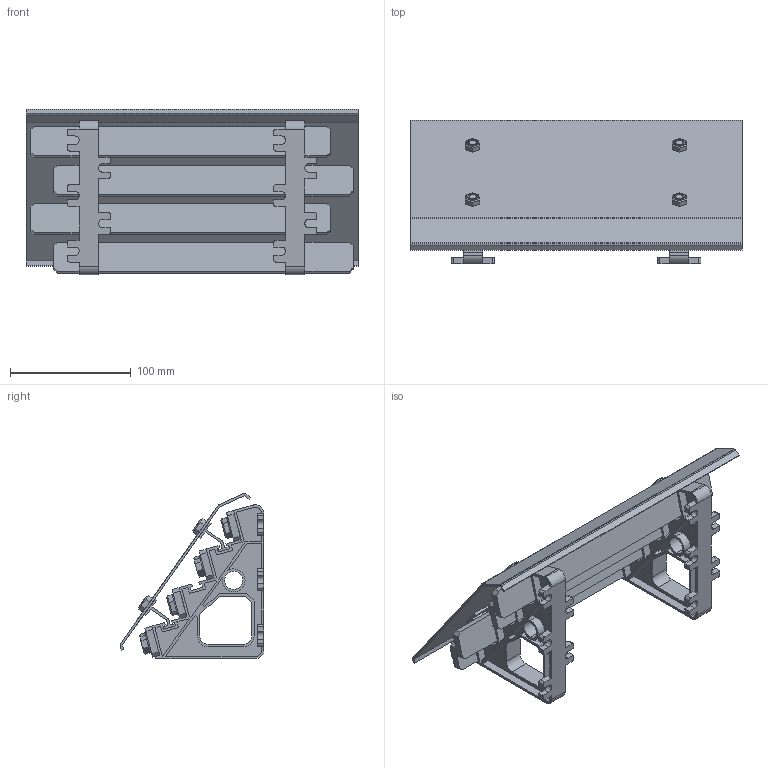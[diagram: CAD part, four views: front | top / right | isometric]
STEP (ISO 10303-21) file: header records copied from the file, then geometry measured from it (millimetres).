
FILE_DESCRIPTION (( 'STEP AP203' ), '1' );
FILE_NAME ('ﾘﾁﾐ-400.STEP', '2017-06-29T11:32:16', ( '' ), ( '' ), 'SwSTEP 2.0', 'SolidWorks 2014', '' );
FILE_SCHEMA (( 'CONFIG_CONTROL_DESIGN' ));
Length unit declared in the file: millimetre
Products named in the file (1): ﾘﾁﾐ-400
Bounding box: 275 x 118.93 x 137.16 mm (x, y, z)
Volume: 356666.1 mm3; surface area: 240876.6 mm2
Topology: 2 solids, 2 shells, 2008 faces, 5014 edges, 3116 vertices
Faces by surface type: plane 1672, cylinder 328, cone 8
Entity records: 58547 total; most frequent: CARTESIAN_POINT 10139, ORIENTED_EDGE 10028, DIRECTION 9858, EDGE_CURVE 5014, VECTOR 4188, LINE 4188, VERTEX_POINT 3116, AXIS2_PLACEMENT_3D 2835
